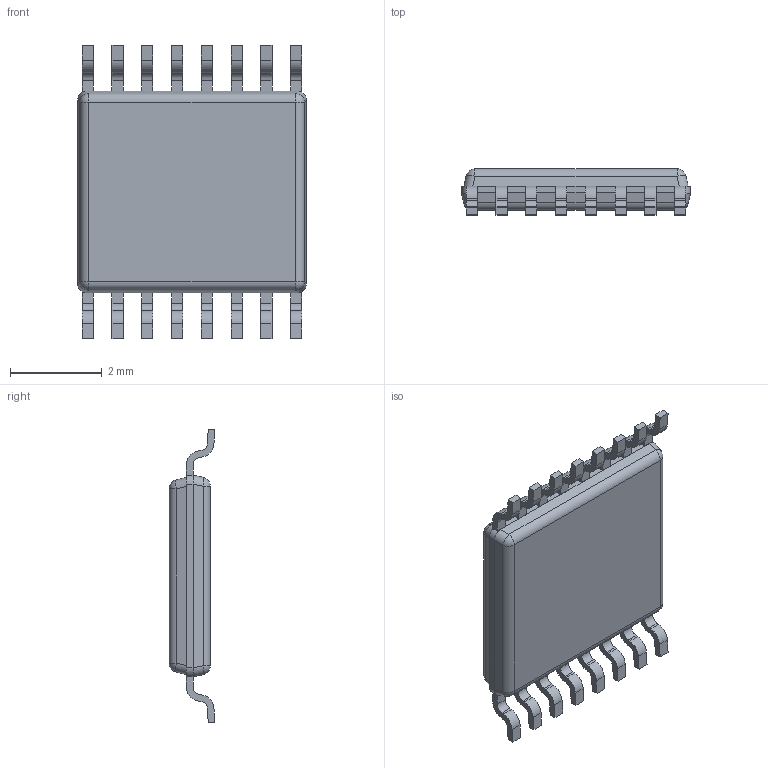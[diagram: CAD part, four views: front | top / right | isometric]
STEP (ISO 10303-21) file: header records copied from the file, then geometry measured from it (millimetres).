
FILE_DESCRIPTION((''),'2;1');
FILE_NAME('MTC16_ASM','2012-02-09T',('CKXSSC'),(''),'PRO/ENGINEER BY PARAMETRIC TECHNOLOGY CORPORATION, 2011220','PRO/ENGINEER BY PARAMETRIC TECHNOLOGY CORPORATION, 2011220','');
FILE_SCHEMA(('AUTOMOTIVE_DESIGN_CC2 { 1 2 10303 214 -1 1 5 2 }'));
Length unit declared in the file: millimetre
Products named in the file (3): BODY_MTC16; LEAD_MTC16; MTC16_ASM
Assembly tree (17 placements, depth 2):
  MTC16_ASM
    BODY_MTC16
    LEAD_MTC16  x16
Bounding box: 5 x 1 x 6.42 mm (x, y, z)
Volume: 19.4 mm3; surface area: 72.7 mm2
Topology: 17 solids, 17 shells, 271 faces, 683 edges, 445 vertices
Faces by surface type: plane 175, cylinder 86, sphere 10
Entity records: 2472 total; most frequent: CARTESIAN_POINT 462, DIRECTION 328, ORIENTED_EDGE 280, PRESENTATION_STYLE_ASSIGNMENT 142, STYLED_ITEM 142, CURVE_STYLE 140, EDGE_CURVE 140, AXIS2_PLACEMENT_3D 123
